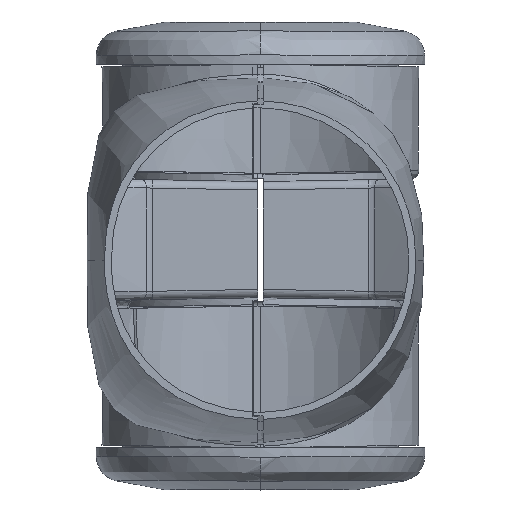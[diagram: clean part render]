
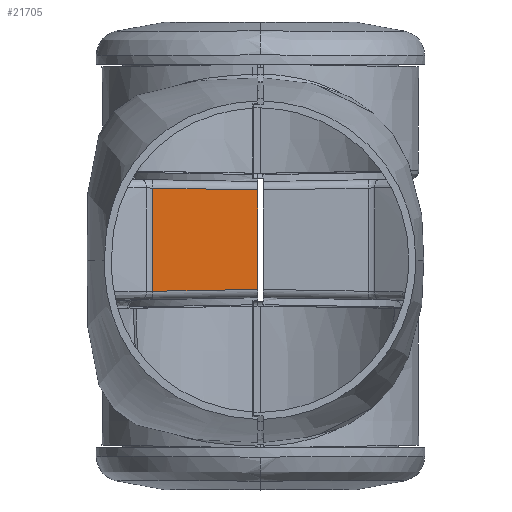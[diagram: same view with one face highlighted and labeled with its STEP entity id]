
A CAD part, front view. The second image highlights one B-rep face of the part: STEP entity #21705.
In plain terms, the highlighted planar face has unit normal (-0.035, 0.999, 0).
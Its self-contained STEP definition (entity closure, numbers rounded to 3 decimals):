
#1508 = CARTESIAN_POINT ( 'NONE',  ( 404.536, -65.853, -378.544 ) ) ;
#1812 = CARTESIAN_POINT ( 'NONE',  ( 442.29, -64.535, -339.077 ) ) ;
#1863 = EDGE_LOOP ( 'NONE', ( #19501, #21482, #18377, #4501 ) ) ;
#2246 = DIRECTION ( 'NONE',  ( 0., 0., 1. ) ) ;
#2675 = FACE_OUTER_BOUND ( 'NONE', #1863, .T. ) ;
#2997 = AXIS2_PLACEMENT_3D ( 'NONE', #24228, #26760, #11887 ) ;
#3383 = VECTOR ( 'NONE', #14307, 1000. ) ;
#4316 = DIRECTION ( 'NONE',  ( 0.999, 0.035, 0.017 ) ) ;
#4501 = ORIENTED_EDGE ( 'NONE', *, *, #5014, .F. ) ;
#4734 = VERTEX_POINT ( 'NONE', #9546 ) ;
#5014 = EDGE_CURVE ( 'NONE', #27497, #27215, #27742, .T. ) ;
#6989 = PLANE ( 'NONE',  #2997 ) ;
#9398 = CARTESIAN_POINT ( 'NONE',  ( 442.29, -64.535, -399.346 ) ) ;
#9546 = CARTESIAN_POINT ( 'NONE',  ( 404.536, -65.853, -375.524 ) ) ;
#10618 = VECTOR ( 'NONE', #4316, 1000. ) ;
#10755 = EDGE_CURVE ( 'NONE', #27215, #4734, #30419, .T. ) ;
#11011 = LINE ( 'NONE', #9398, #16761 ) ;
#11887 = DIRECTION ( 'NONE',  ( -0.999, -0.035, 0. ) ) ;
#14307 = DIRECTION ( 'NONE',  ( 0., 0., -1. ) ) ;
#15294 = DIRECTION ( 'NONE',  ( -0.999, -0.035, 0.017 ) ) ;
#16761 = VECTOR ( 'NONE', #2246, 1000. ) ;
#17144 = LINE ( 'NONE', #23880, #10618 ) ;
#18377 = ORIENTED_EDGE ( 'NONE', *, *, #10755, .F. ) ;
#19501 = ORIENTED_EDGE ( 'NONE', *, *, #31283, .F. ) ;
#21482 = ORIENTED_EDGE ( 'NONE', *, *, #27992, .F. ) ;
#21705 = ADVANCED_FACE ( 'NONE', ( #2675 ), #6989, .F. ) ;
#21834 = VERTEX_POINT ( 'NONE', #29260 ) ;
#22857 = CARTESIAN_POINT ( 'NONE',  ( 404.536, -65.853, -338.418 ) ) ;
#23880 = CARTESIAN_POINT ( 'NONE',  ( 442.863, -64.515, -374.855 ) ) ;
#24228 = CARTESIAN_POINT ( 'NONE',  ( 443.29, -64.5, -399.346 ) ) ;
#26760 = DIRECTION ( 'NONE',  ( 0.035, -0.999, 0. ) ) ;
#27215 = VERTEX_POINT ( 'NONE', #22857 ) ;
#27497 = VERTEX_POINT ( 'NONE', #1812 ) ;
#27742 = LINE ( 'NONE', #30207, #28517 ) ;
#27992 = EDGE_CURVE ( 'NONE', #4734, #21834, #17144, .T. ) ;
#28517 = VECTOR ( 'NONE', #15294, 1000. ) ;
#29260 = CARTESIAN_POINT ( 'NONE',  ( 442.29, -64.535, -374.865 ) ) ;
#30207 = CARTESIAN_POINT ( 'NONE',  ( 444.34, -64.463, -339.113 ) ) ;
#30419 = LINE ( 'NONE', #1508, #3383 ) ;
#31283 = EDGE_CURVE ( 'NONE', #21834, #27497, #11011, .T. ) ;
